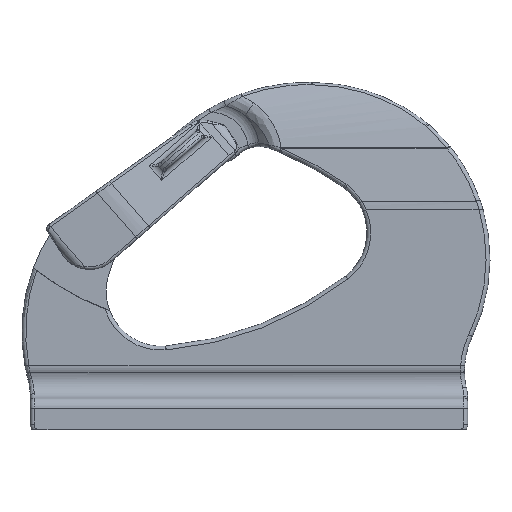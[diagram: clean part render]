
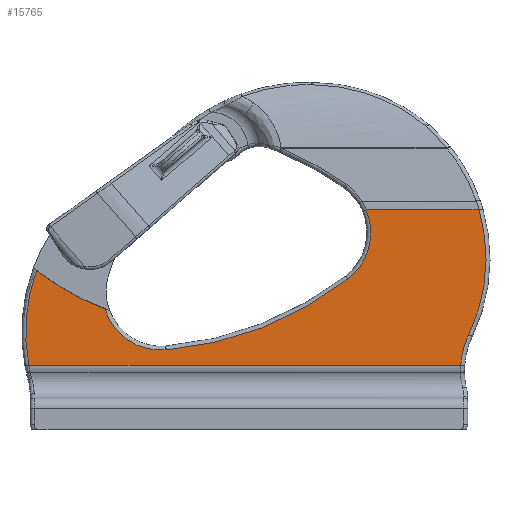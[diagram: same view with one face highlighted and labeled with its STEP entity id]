
A CAD part, left-side view. The second image highlights one B-rep face of the part: STEP entity #15765.
In plain terms, the highlighted planar face has unit normal (-1, 0, 0).
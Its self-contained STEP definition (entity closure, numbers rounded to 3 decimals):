
#15614=AXIS2_PLACEMENT_3D('Circle Axis2P3D',#15612,#15613,$) ;
#15698=AXIS2_PLACEMENT_3D('Plane Axis2P3D',#15695,#15696,#15697) ;
#15702=AXIS2_PLACEMENT_3D('Circle Axis2P3D',#15700,#15701,$) ;
#15716=AXIS2_PLACEMENT_3D('Circle Axis2P3D',#15714,#15715,$) ;
#15723=AXIS2_PLACEMENT_3D('Circle Axis2P3D',#15721,#15722,$) ;
#15737=AXIS2_PLACEMENT_3D('Circle Axis2P3D',#15735,#15736,$) ;
#15744=AXIS2_PLACEMENT_3D('Circle Axis2P3D',#15742,#15743,$) ;
#15751=AXIS2_PLACEMENT_3D('Circle Axis2P3D',#15749,#15750,$) ;
#15609=CARTESIAN_POINT('Vertex',(-15.,19.893,-12.744)) ;
#15612=CARTESIAN_POINT('Axis2P3D Location',(-15.,-41.595,66.117)) ;
#15616=CARTESIAN_POINT('Vertex',(-15.,-6.166,-27.396)) ;
#15695=CARTESIAN_POINT('Axis2P3D Location',(-15.,0.,10.339)) ;
#15700=CARTESIAN_POINT('Axis2P3D Location',(-15.,-44.439,-36.274)) ;
#15704=CARTESIAN_POINT('Vertex',(-15.,22.886,-48.907)) ;
#15707=CARTESIAN_POINT('Line Origine',(-15.,-59.536,-48.907)) ;
#15711=CARTESIAN_POINT('Vertex',(-15.,-141.959,-48.907)) ;
#15714=CARTESIAN_POINT('Axis2P3D Location',(-15.,-173.392,-50.964)) ;
#15718=CARTESIAN_POINT('Vertex',(-15.,-145.024,-37.271)) ;
#15721=CARTESIAN_POINT('Axis2P3D Location',(-15.,-85.135,-8.364)) ;
#15725=CARTESIAN_POINT('Vertex',(-15.,-148.951,10.339)) ;
#15728=CARTESIAN_POINT('Line Origine',(-15.,-127.438,10.339)) ;
#15732=CARTESIAN_POINT('Vertex',(-15.,-105.925,10.339)) ;
#15735=CARTESIAN_POINT('Axis2P3D Location',(-15.,-85.135,1.736)) ;
#15739=CARTESIAN_POINT('Vertex',(-15.,-98.903,-16.06)) ;
#15742=CARTESIAN_POINT('Axis2P3D Location',(-15.,-18.437,87.947)) ;
#15746=CARTESIAN_POINT('Vertex',(-15.,-29.534,-43.084)) ;
#15749=CARTESIAN_POINT('Axis2P3D Location',(-15.,-27.635,-20.664)) ;
#15613=DIRECTION('Axis2P3D Direction',(1.,0.,-0.)) ;
#15696=DIRECTION('Axis2P3D Direction',(-1.,-0.,-0.)) ;
#15697=DIRECTION('Axis2P3D XDirection',(0.,0.,-1.)) ;
#15701=DIRECTION('Axis2P3D Direction',(-1.,-0.,-0.)) ;
#15708=DIRECTION('Vector Direction',(0.,-1.,0.)) ;
#15715=DIRECTION('Axis2P3D Direction',(-1.,-0.,-0.)) ;
#15722=DIRECTION('Axis2P3D Direction',(-1.,-0.,-0.)) ;
#15729=DIRECTION('Vector Direction',(0.,-1.,0.)) ;
#15736=DIRECTION('Axis2P3D Direction',(-1.,-0.,-0.)) ;
#15743=DIRECTION('Axis2P3D Direction',(-1.,-0.,-0.)) ;
#15750=DIRECTION('Axis2P3D Direction',(-1.,-0.,-0.)) ;
#15709=VECTOR('Line Direction',#15708,1.) ;
#15730=VECTOR('Line Direction',#15729,1.) ;
#15755=ORIENTED_EDGE('',*,*,#15706,.T.) ;
#15756=ORIENTED_EDGE('',*,*,#15713,.T.) ;
#15757=ORIENTED_EDGE('',*,*,#15720,.T.) ;
#15758=ORIENTED_EDGE('',*,*,#15727,.T.) ;
#15759=ORIENTED_EDGE('',*,*,#15734,.F.) ;
#15760=ORIENTED_EDGE('',*,*,#15741,.T.) ;
#15761=ORIENTED_EDGE('',*,*,#15748,.T.) ;
#15762=ORIENTED_EDGE('',*,*,#15753,.T.) ;
#15763=ORIENTED_EDGE('',*,*,#15618,.T.) ;
#15765=ADVANCED_FACE('\X2\672C9AD4\X0\.2',(#15764),#15699,.T.) ;
#15615=CIRCLE('generated circle',#15614,100.) ;
#15703=CIRCLE('generated circle',#15702,68.5) ;
#15717=CIRCLE('generated circle',#15716,31.5) ;
#15724=CIRCLE('generated circle',#15723,66.5) ;
#15738=CIRCLE('generated circle',#15737,22.5) ;
#15745=CIRCLE('generated circle',#15744,131.5) ;
#15752=CIRCLE('generated circle',#15751,22.5) ;
#15618=EDGE_CURVE('',#15617,#15610,#15615,.T.) ;
#15706=EDGE_CURVE('',#15610,#15705,#15703,.T.) ;
#15713=EDGE_CURVE('',#15705,#15712,#15710,.T.) ;
#15720=EDGE_CURVE('',#15712,#15719,#15717,.F.) ;
#15727=EDGE_CURVE('',#15719,#15726,#15724,.T.) ;
#15734=EDGE_CURVE('',#15733,#15726,#15731,.T.) ;
#15741=EDGE_CURVE('',#15733,#15740,#15738,.F.) ;
#15748=EDGE_CURVE('',#15740,#15747,#15745,.F.) ;
#15753=EDGE_CURVE('',#15747,#15617,#15752,.F.) ;
#15754=EDGE_LOOP('',(#15755,#15756,#15757,#15758,#15759,#15760,#15761,#15762,#15763)) ;
#15764=FACE_OUTER_BOUND('',#15754,.T.) ;
#15710=LINE('Line',#15707,#15709) ;
#15731=LINE('Line',#15728,#15730) ;
#15699=PLANE('',#15698) ;
#15610=VERTEX_POINT('',#15609) ;
#15617=VERTEX_POINT('',#15616) ;
#15705=VERTEX_POINT('',#15704) ;
#15712=VERTEX_POINT('',#15711) ;
#15719=VERTEX_POINT('',#15718) ;
#15726=VERTEX_POINT('',#15725) ;
#15733=VERTEX_POINT('',#15732) ;
#15740=VERTEX_POINT('',#15739) ;
#15747=VERTEX_POINT('',#15746) ;
